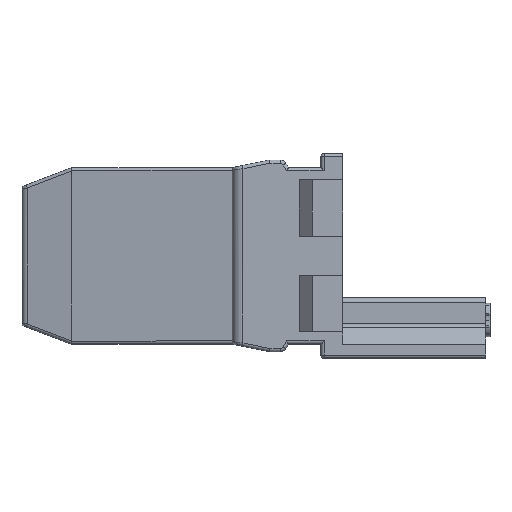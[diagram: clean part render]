
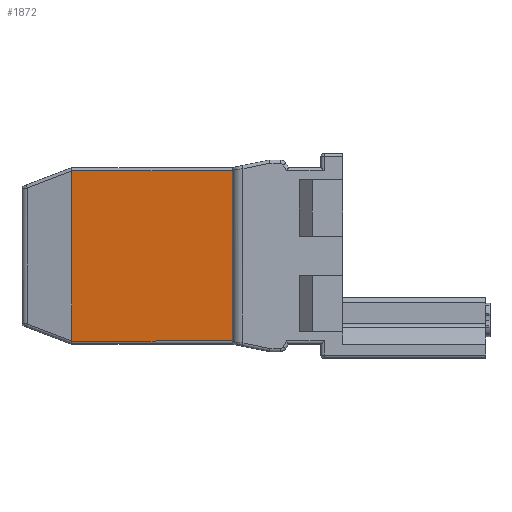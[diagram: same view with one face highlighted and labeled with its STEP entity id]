
A CAD part, top view. The second image highlights one B-rep face of the part: STEP entity #1872.
In plain terms, the highlighted planar face has unit normal (-0.124, 0, 0.992).
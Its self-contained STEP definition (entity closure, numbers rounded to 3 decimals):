
#30=DIRECTION('',(0.992,0.,0.124));
#31=VECTOR('',#30,7.458);
#32=CARTESIAN_POINT('',(-12.5,-3.925,0.7));
#33=LINE('',#32,#31);
#34=CARTESIAN_POINT('',(-5.1,-3.925,1.625));
#43=DIRECTION('',(0.,1.,0.));
#44=VECTOR('',#43,7.85);
#45=CARTESIAN_POINT('',(-5.1,-3.925,1.625));
#46=LINE('',#45,#44);
#798=DIRECTION('',(-0.992,0.,-0.124));
#799=VECTOR('',#798,7.458);
#800=CARTESIAN_POINT('',(-5.1,3.925,1.625));
#801=LINE('',#800,#799);
#818=DIRECTION('',(0.,-1.,0.));
#819=VECTOR('',#818,7.85);
#820=CARTESIAN_POINT('',(-12.5,3.925,0.7));
#821=LINE('',#820,#819);
#1469=VERTEX_POINT('',#34);
#1472=CARTESIAN_POINT('',(-12.5,-3.925,
0.7));
#1473=VERTEX_POINT('',#1472);
#1475=CARTESIAN_POINT('',(-12.5,3.925,
0.7));
#1476=VERTEX_POINT('',#1475);
#1477=CARTESIAN_POINT('',(-5.1,3.925,1.625));
#1478=VERTEX_POINT('',#1477);
#1858=CARTESIAN_POINT('',(-12.5,-4.075,0.7));
#1859=DIRECTION('',(-0.124,0.,0.992));
#1860=DIRECTION('',(0.992,0.,0.124));
#1861=AXIS2_PLACEMENT_3D('',#1858,#1859,#1860);
#1862=PLANE('',#1861);
#1864=ORIENTED_EDGE('',*,*,#1863,.F.);
#1865=ORIENTED_EDGE('',*,*,#1847,.F.);
#1867=ORIENTED_EDGE('',*,*,#1866,.F.);
#1869=ORIENTED_EDGE('',*,*,#1868,.F.);
#1870=EDGE_LOOP('',(#1864,#1865,#1867,#1869));
#1871=FACE_OUTER_BOUND('',#1870,.F.);
#1872=ADVANCED_FACE('',(#1871),#1862,.T.);
#1847=EDGE_CURVE('',#1473,#1469,#33,.T.);
#1863=EDGE_CURVE('',#1469,#1478,#46,.T.);
#1866=EDGE_CURVE('',#1476,#1473,#821,.T.);
#1868=EDGE_CURVE('',#1478,#1476,#801,.T.);
